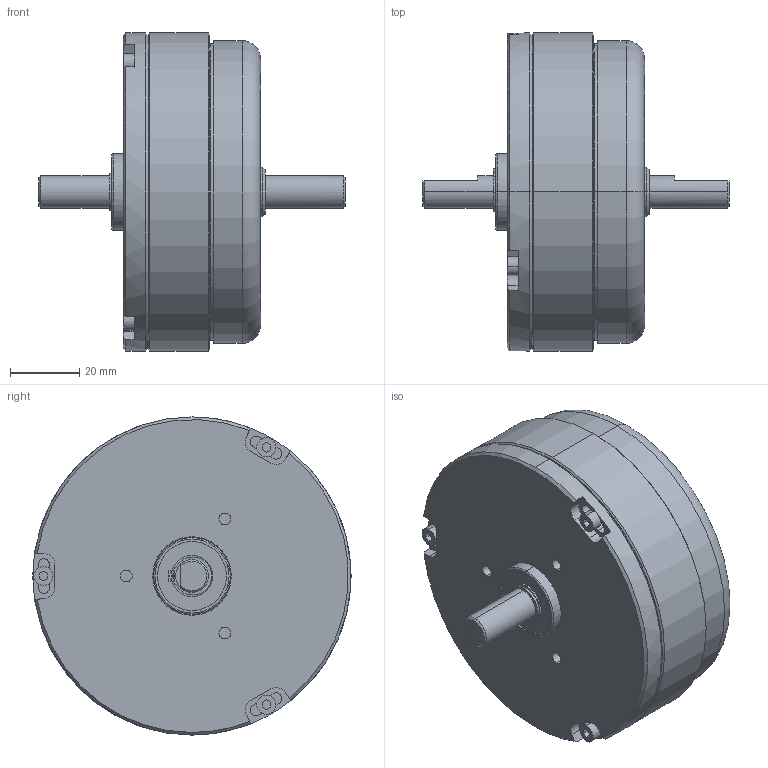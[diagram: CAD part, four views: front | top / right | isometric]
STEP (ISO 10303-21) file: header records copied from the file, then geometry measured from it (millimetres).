
FILE_DESCRIPTION (( 'STEP AP214' ), '1' );
FILE_NAME ('HPM-120_D_EF.STEP', '2013-06-25T20:12:22', ( 'Jeff' ), ( '' ), 'SwSTEP 2.0', 'SolidWorks 2013', '' );
FILE_SCHEMA (( 'AUTOMOTIVE_DESIGN' ));
Length unit declared in the file: inch
Products named in the file (1): HPM-120_D_EF
Bounding box: 88.65 x 92.05 x 92.05 mm (x, y, z)
Surface area: 31260.9 mm2 (no closed solid volume)
Topology: 0 solids, 13 shells, 150 faces, 595 edges, 463 vertices
Faces by surface type: cylinder 68, plane 56, cone 20, torus 6
Entity records: 8460 total; most frequent: CARTESIAN_POINT 1242, DIRECTION 1183, ORIENTED_EDGE 907, EDGE_CURVE 595, VERTEX_POINT 463, AXIS2_PLACEMENT_3D 447, CIRCLE 296, VECTOR 289
